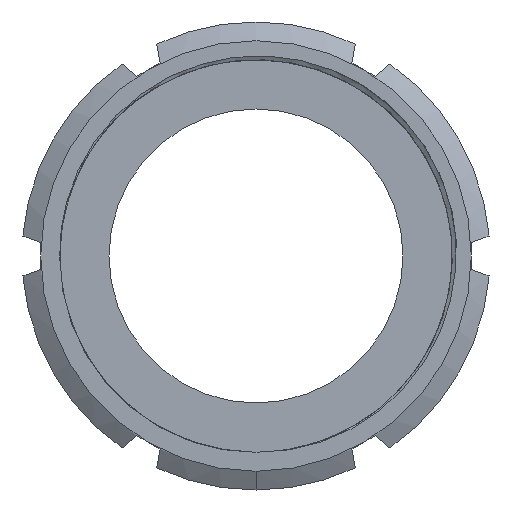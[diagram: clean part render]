
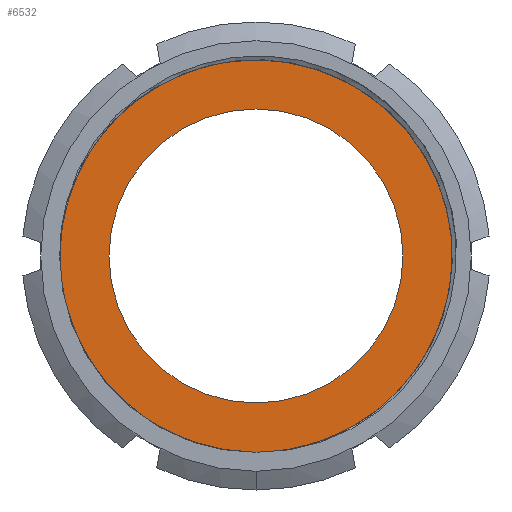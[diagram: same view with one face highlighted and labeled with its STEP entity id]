
A CAD part, left-side view. The second image highlights one B-rep face of the part: STEP entity #6532.
In plain terms, the highlighted planar face has unit normal (-1, 0, 0).
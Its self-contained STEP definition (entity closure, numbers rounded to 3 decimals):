
#131 = CARTESIAN_POINT ( 'NONE',  ( 7.5, 0., 34.512 ) ) ;
#195 = CARTESIAN_POINT ( 'NONE',  ( 7.5, 24.5, 0. ) ) ;
#391 = ORIENTED_EDGE ( 'NONE', *, *, #4977, .T. ) ;
#453 = DIRECTION ( 'NONE',  ( -1., 0., 0. ) ) ;
#553 = EDGE_CURVE ( 'NONE', #962, #3620, #2785, .T. ) ;
#724 = VERTEX_POINT ( 'NONE', #6129 ) ;
#771 = DIRECTION ( 'NONE',  ( 0., 0., 1. ) ) ;
#820 = EDGE_CURVE ( 'NONE', #1339, #724, #5283, .T. ) ;
#864 = ORIENTED_EDGE ( 'NONE', *, *, #820, .F. ) ;
#962 = VERTEX_POINT ( 'NONE', #2122 ) ;
#1249 = FACE_BOUND ( 'NONE', #5773, .T. ) ;
#1339 = VERTEX_POINT ( 'NONE', #2188 ) ;
#1725 = DIRECTION ( 'NONE',  ( -1., 0., 0. ) ) ;
#1757 = CARTESIAN_POINT ( 'NONE',  ( 7.5, 0., 0. ) ) ;
#1944 = DIRECTION ( 'NONE',  ( 0., 0., 1. ) ) ;
#1979 = CARTESIAN_POINT ( 'NONE',  ( 7.5, 0., 0. ) ) ;
#2122 = CARTESIAN_POINT ( 'NONE',  ( 7.5, 0., -34.512 ) ) ;
#2188 = CARTESIAN_POINT ( 'NONE',  ( 7.5, 0., -24.5 ) ) ;
#2360 = EDGE_CURVE ( 'NONE', #724, #1339, #5992, .T. ) ;
#2475 = AXIS2_PLACEMENT_3D ( 'NONE', #1979, #453, #4584 ) ;
#2494 = ORIENTED_EDGE ( 'NONE', *, *, #2360, .F. ) ;
#2526 = AXIS2_PLACEMENT_3D ( 'NONE', #195, #5815, #4241 ) ;
#2785 = CIRCLE ( 'NONE', #2475, 34.512 ) ;
#3343 = EDGE_LOOP ( 'NONE', ( #391, #4893 ) ) ;
#3620 = VERTEX_POINT ( 'NONE', #131 ) ;
#3622 = AXIS2_PLACEMENT_3D ( 'NONE', #1757, #1725, #771 ) ;
#4081 = CIRCLE ( 'NONE', #5688, 34.512 ) ;
#4241 = DIRECTION ( 'NONE',  ( 0., 0., -1. ) ) ;
#4518 = CARTESIAN_POINT ( 'NONE',  ( 7.5, 0., 0. ) ) ;
#4584 = DIRECTION ( 'NONE',  ( 0., 0., 1. ) ) ;
#4617 = DIRECTION ( 'NONE',  ( -1., 0., 0. ) ) ;
#4893 = ORIENTED_EDGE ( 'NONE', *, *, #553, .T. ) ;
#4977 = EDGE_CURVE ( 'NONE', #3620, #962, #4081, .T. ) ;
#5283 = CIRCLE ( 'NONE', #6559, 24.5 ) ;
#5557 = CARTESIAN_POINT ( 'NONE',  ( 7.5, 0., 0. ) ) ;
#5688 = AXIS2_PLACEMENT_3D ( 'NONE', #5557, #4617, #6093 ) ;
#5773 = EDGE_LOOP ( 'NONE', ( #2494, #864 ) ) ;
#5784 = FACE_OUTER_BOUND ( 'NONE', #3343, .T. ) ;
#5815 = DIRECTION ( 'NONE',  ( 1., 0., 0. ) ) ;
#5881 = PLANE ( 'NONE',  #2526 ) ;
#5992 = CIRCLE ( 'NONE', #3622, 24.5 ) ;
#6093 = DIRECTION ( 'NONE',  ( 0., 0., 1. ) ) ;
#6129 = CARTESIAN_POINT ( 'NONE',  ( 7.5, 0., 24.5 ) ) ;
#6532 = ADVANCED_FACE ( 'NONE', ( #1249, #5784 ), #5881, .F. ) ;
#6559 = AXIS2_PLACEMENT_3D ( 'NONE', #4518, #6562, #1944 ) ;
#6562 = DIRECTION ( 'NONE',  ( -1., 0., 0. ) ) ;
